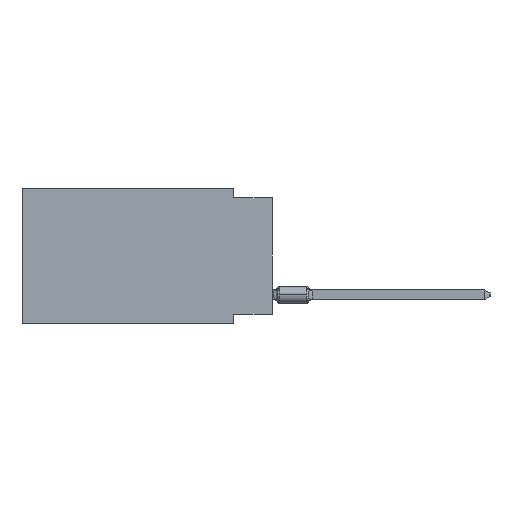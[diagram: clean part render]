
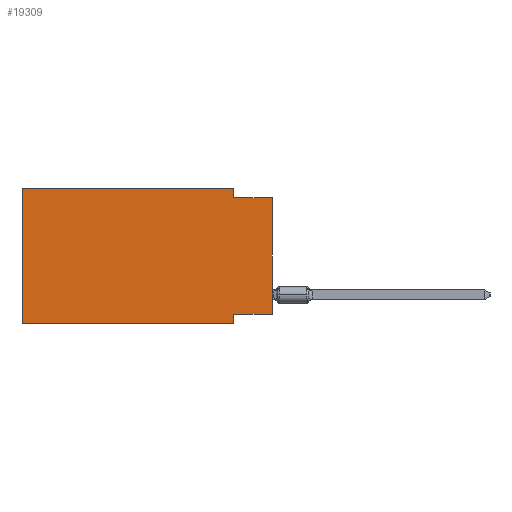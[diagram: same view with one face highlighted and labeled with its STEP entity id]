
A CAD part, left-side view. The second image highlights one B-rep face of the part: STEP entity #19309.
In plain terms, the highlighted planar face has unit normal (-1, 0, 0).
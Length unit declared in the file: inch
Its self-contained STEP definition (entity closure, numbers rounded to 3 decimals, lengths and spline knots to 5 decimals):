
#140 = CARTESIAN_POINT ( 'NONE',  ( 0., 0.1, 0. ) ) ;
#175 = VERTEX_POINT ( 'NONE', #32330 ) ;
#587 = DIRECTION ( 'NONE',  ( 0., -1., 0. ) ) ;
#1438 = CARTESIAN_POINT ( 'NONE',  ( 0., 0., 0. ) ) ;
#1674 = CARTESIAN_POINT ( 'NONE',  ( 0., 0.1, -0.325 ) ) ;
#1737 = DIRECTION ( 'NONE',  ( 0., 0., -1. ) ) ;
#1798 = CARTESIAN_POINT ( 'NONE',  ( 0., 0.1, -0.35 ) ) ;
#1982 = ORIENTED_EDGE ( 'NONE', *, *, #19689, .F. ) ;
#3987 = VECTOR ( 'NONE', #12103, 39.37008 ) ;
#4122 = VERTEX_POINT ( 'NONE', #1798 ) ;
#4692 = EDGE_CURVE ( 'NONE', #175, #25008, #22554, .T. ) ;
#4730 = VERTEX_POINT ( 'NONE', #8163 ) ;
#5609 = CARTESIAN_POINT ( 'NONE',  ( 0., 0., -0.325 ) ) ;
#7047 = VECTOR ( 'NONE', #1737, 39.37008 ) ;
#8020 = CARTESIAN_POINT ( 'NONE',  ( 0., 0.645, 0. ) ) ;
#8021 = LINE ( 'NONE', #18718, #35465 ) ;
#8163 = CARTESIAN_POINT ( 'NONE',  ( 0., 0.645, -0.35 ) ) ;
#10939 = LINE ( 'NONE', #18602, #12943 ) ;
#11107 = LINE ( 'NONE', #25268, #35238 ) ;
#11347 = DIRECTION ( 'NONE',  ( 0., 1., 0. ) ) ;
#12103 = DIRECTION ( 'NONE',  ( 0., -1., 0. ) ) ;
#12943 = VECTOR ( 'NONE', #25553, 39.37008 ) ;
#13402 = EDGE_CURVE ( 'NONE', #4730, #4122, #8021, .T. ) ;
#13581 = AXIS2_PLACEMENT_3D ( 'NONE', #42694, #36169, #15066 ) ;
#15066 = DIRECTION ( 'NONE',  ( 0., 0., -1. ) ) ;
#15501 = CARTESIAN_POINT ( 'NONE',  ( 0., 0., -0.025 ) ) ;
#16489 = CARTESIAN_POINT ( 'NONE',  ( 0., 0.1, 0. ) ) ;
#16637 = EDGE_CURVE ( 'NONE', #24443, #17829, #32594, .T. ) ;
#16706 = VERTEX_POINT ( 'NONE', #1674 ) ;
#17829 = VERTEX_POINT ( 'NONE', #15501 ) ;
#18479 = EDGE_LOOP ( 'NONE', ( #30731, #21520, #42977, #42514, #1982, #23355, #38164, #28827 ) ) ;
#18602 = CARTESIAN_POINT ( 'NONE',  ( 0., 0., -0.025 ) ) ;
#18718 = CARTESIAN_POINT ( 'NONE',  ( 0., 0.645, -0.35 ) ) ;
#19309 = ADVANCED_FACE ( 'NONE', ( #28525 ), #43606, .F. ) ;
#19344 = DIRECTION ( 'NONE',  ( 0., 0., 1. ) ) ;
#19531 = VECTOR ( 'NONE', #22176, 39.37008 ) ;
#19689 = EDGE_CURVE ( 'NONE', #4730, #175, #28700, .T. ) ;
#21520 = ORIENTED_EDGE ( 'NONE', *, *, #34548, .F. ) ;
#21908 = VECTOR ( 'NONE', #37832, 39.37008 ) ;
#22176 = DIRECTION ( 'NONE',  ( 0., 0., 1. ) ) ;
#22193 = LINE ( 'NONE', #36820, #7047 ) ;
#22371 = EDGE_CURVE ( 'NONE', #25008, #39405, #27145, .T. ) ;
#22554 = LINE ( 'NONE', #44378, #3987 ) ;
#22565 = EDGE_CURVE ( 'NONE', #24443, #16706, #11107, .T. ) ;
#23355 = ORIENTED_EDGE ( 'NONE', *, *, #13402, .T. ) ;
#24443 = VERTEX_POINT ( 'NONE', #5609 ) ;
#25008 = VERTEX_POINT ( 'NONE', #140 ) ;
#25268 = CARTESIAN_POINT ( 'NONE',  ( 0., 0., -0.325 ) ) ;
#25553 = DIRECTION ( 'NONE',  ( 0., -1., 0. ) ) ;
#27145 = LINE ( 'NONE', #16489, #21908 ) ;
#28525 = FACE_OUTER_BOUND ( 'NONE', #18479, .T. ) ;
#28700 = LINE ( 'NONE', #8020, #19531 ) ;
#28827 = ORIENTED_EDGE ( 'NONE', *, *, #22565, .F. ) ;
#30731 = ORIENTED_EDGE ( 'NONE', *, *, #16637, .T. ) ;
#32330 = CARTESIAN_POINT ( 'NONE',  ( 0., 0.645, 0. ) ) ;
#32594 = LINE ( 'NONE', #1438, #32682 ) ;
#32682 = VECTOR ( 'NONE', #19344, 39.37008 ) ;
#34548 = EDGE_CURVE ( 'NONE', #39405, #17829, #10939, .T. ) ;
#35238 = VECTOR ( 'NONE', #11347, 39.37008 ) ;
#35465 = VECTOR ( 'NONE', #587, 39.37008 ) ;
#35490 = EDGE_CURVE ( 'NONE', #16706, #4122, #22193, .T. ) ;
#36169 = DIRECTION ( 'NONE',  ( 1., 0., 0. ) ) ;
#36820 = CARTESIAN_POINT ( 'NONE',  ( 0., 0.1, -0.35 ) ) ;
#37719 = CARTESIAN_POINT ( 'NONE',  ( 0., 0.1, -0.025 ) ) ;
#37832 = DIRECTION ( 'NONE',  ( 0., 0., -1. ) ) ;
#38164 = ORIENTED_EDGE ( 'NONE', *, *, #35490, .F. ) ;
#39405 = VERTEX_POINT ( 'NONE', #37719 ) ;
#42514 = ORIENTED_EDGE ( 'NONE', *, *, #4692, .F. ) ;
#42694 = CARTESIAN_POINT ( 'NONE',  ( 0., 0.645, 0. ) ) ;
#42977 = ORIENTED_EDGE ( 'NONE', *, *, #22371, .F. ) ;
#43606 = PLANE ( 'NONE',  #13581 ) ;
#44378 = CARTESIAN_POINT ( 'NONE',  ( 0., 0.645, 0. ) ) ;
